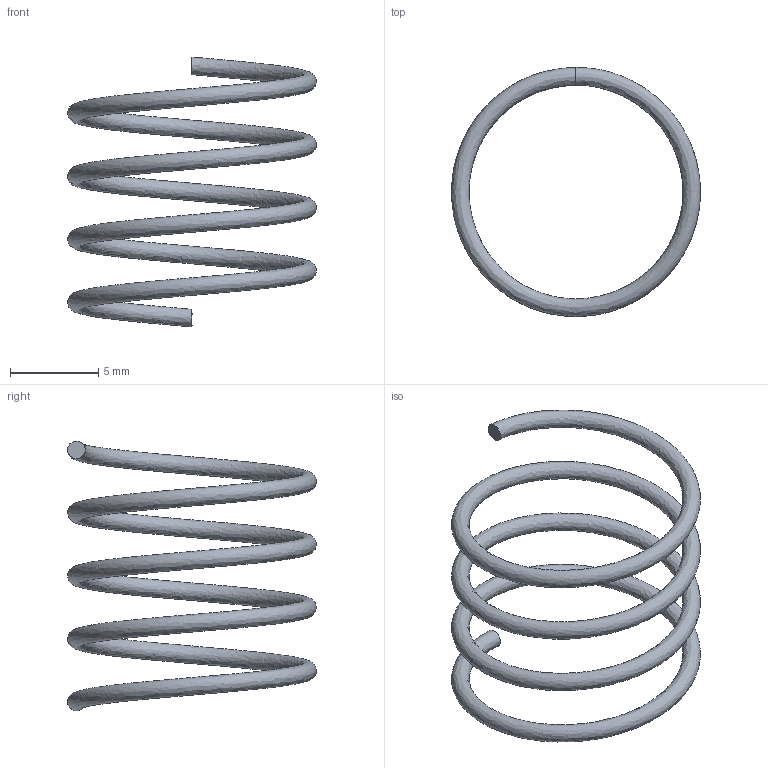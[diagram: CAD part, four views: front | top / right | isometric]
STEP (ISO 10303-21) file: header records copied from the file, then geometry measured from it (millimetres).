
FILE_DESCRIPTION(('HOOPS Exchange Step'),'2;1');
FILE_NAME('temp_export','2024-11-28T02:07:54-05:00',('sammyoge'),('Shapr3D Limited'),'HOOPS Exchange 2024.2','Shapr3D','Authorized');
FILE_SCHEMA( ('AP242_MANAGED_MODEL_BASED_3D_ENGINEERING_MIM_LF {1 0 10303 442 1 1 4 }') );
Length unit declared in the file: millimetre
Products named in the file (3): Springs 33/64; spring.step; root
Assembly tree (2 placements, depth 3):
  root
    spring.step
      Springs 33/64
Bounding box: 14.1 x 14.1 x 15.29 mm (x, y, z)
Volume: 129.2 mm3; surface area: 519.5 mm2
Topology: 1 solids, 1 shells, 3 faces, 3 edges, 2 vertices
Faces by surface type: plane 2, bspline 1
Entity records: 8180 total; most frequent: CARTESIAN_POINT 8064, DIRECTION 16, AXIS2_PLACEMENT_3D 8, ORIENTED_EDGE 6, PRODUCT_DEFINITION_SHAPE 5, PLANE_ANGLE_MEASURE_WITH_UNIT 3, DIMENSIONAL_EXPONENTS 3, UNCERTAINTY_MEASURE_WITH_UNIT 3
